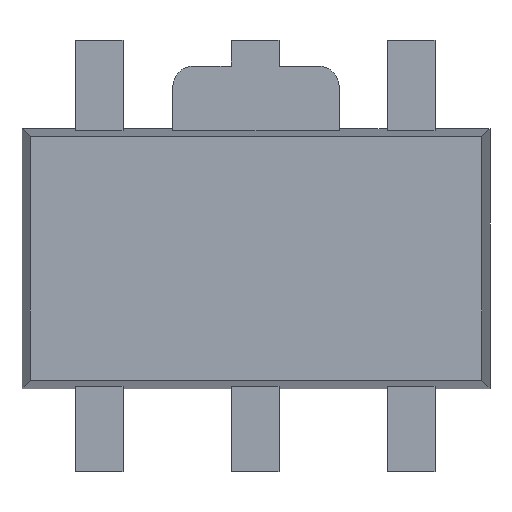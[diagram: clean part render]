
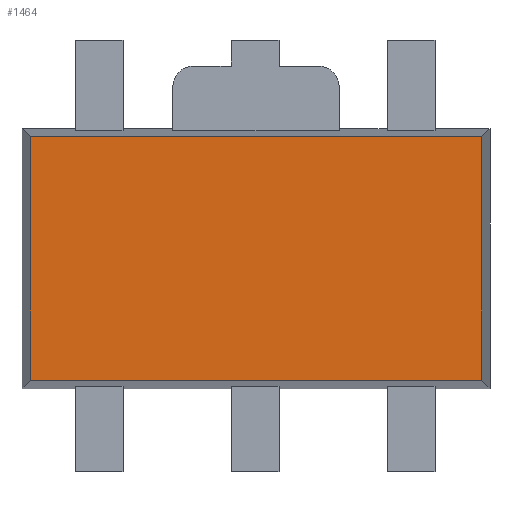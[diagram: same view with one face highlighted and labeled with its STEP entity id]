
A CAD part, top view. The second image highlights one B-rep face of the part: STEP entity #1464.
In plain terms, the highlighted face is planar.
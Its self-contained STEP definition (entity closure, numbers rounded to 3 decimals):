
#98 = ORIENTED_EDGE ( 'NONE', *, *, #1649, .F. ) ;
#111 = LINE ( 'NONE', #1638, #1149 ) ;
#153 = VERTEX_POINT ( 'NONE', #644 ) ;
#182 = CARTESIAN_POINT ( 'NONE',  ( 0., 0., -1.5 ) ) ;
#200 = LINE ( 'NONE', #531, #1006 ) ;
#282 = EDGE_LOOP ( 'NONE', ( #98, #641, #1344, #536 ) ) ;
#318 = LINE ( 'NONE', #1025, #560 ) ;
#355 = PLANE ( 'NONE',  #381 ) ;
#374 = DIRECTION ( 'NONE',  ( 0., 1., 0. ) ) ;
#381 = AXIS2_PLACEMENT_3D ( 'NONE', #182, #753, #1749 ) ;
#414 = CARTESIAN_POINT ( 'NONE',  ( -3.91, -3.271, -1.5 ) ) ;
#444 = VERTEX_POINT ( 'NONE', #414 ) ;
#531 = CARTESIAN_POINT ( 'NONE',  ( -3.91, -3.35, -1.5 ) ) ;
#536 = ORIENTED_EDGE ( 'NONE', *, *, #1286, .F. ) ;
#560 = VECTOR ( 'NONE', #1584, 1000. ) ;
#641 = ORIENTED_EDGE ( 'NONE', *, *, #1341, .F. ) ;
#644 = CARTESIAN_POINT ( 'NONE',  ( 0.433, -0.929, -1.5 ) ) ;
#704 = VERTEX_POINT ( 'NONE', #1395 ) ;
#753 = DIRECTION ( 'NONE',  ( 0., 0., -1. ) ) ;
#767 = DIRECTION ( 'NONE',  ( 0., -1., 0. ) ) ;
#924 = VERTEX_POINT ( 'NONE', #1575 ) ;
#1006 = VECTOR ( 'NONE', #767, 1000. ) ;
#1025 = CARTESIAN_POINT ( 'NONE',  ( 0.511, -3.271, -1.5 ) ) ;
#1149 = VECTOR ( 'NONE', #374, 1000. ) ;
#1286 = EDGE_CURVE ( 'NONE', #153, #704, #1832, .T. ) ;
#1341 = EDGE_CURVE ( 'NONE', #444, #924, #318, .T. ) ;
#1344 = ORIENTED_EDGE ( 'NONE', *, *, #1531, .F. ) ;
#1395 = CARTESIAN_POINT ( 'NONE',  ( -3.91, -0.929, -1.5 ) ) ;
#1430 = DIRECTION ( 'NONE',  ( -1., 0., 0. ) ) ;
#1464 = ADVANCED_FACE ( 'NONE', ( #1764 ), #355, .T. ) ;
#1531 = EDGE_CURVE ( 'NONE', #704, #444, #200, .T. ) ;
#1556 = CARTESIAN_POINT ( 'NONE',  ( 0.511, -0.929, -1.5 ) ) ;
#1575 = CARTESIAN_POINT ( 'NONE',  ( 0.433, -3.271, -1.5 ) ) ;
#1584 = DIRECTION ( 'NONE',  ( 1., 0., 0. ) ) ;
#1638 = CARTESIAN_POINT ( 'NONE',  ( 0.433, -0.85, -1.5 ) ) ;
#1649 = EDGE_CURVE ( 'NONE', #924, #153, #111, .T. ) ;
#1705 = VECTOR ( 'NONE', #1430, 1000. ) ;
#1749 = DIRECTION ( 'NONE',  ( -1., 0., 0. ) ) ;
#1764 = FACE_OUTER_BOUND ( 'NONE', #282, .T. ) ;
#1832 = LINE ( 'NONE', #1556, #1705 ) ;
